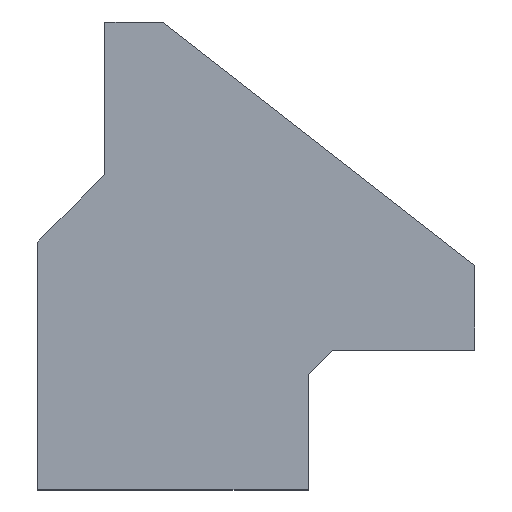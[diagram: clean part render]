
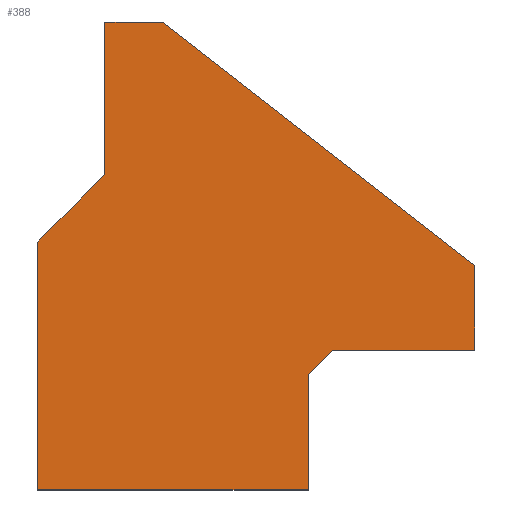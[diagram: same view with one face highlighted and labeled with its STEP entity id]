
A CAD part, top view. The second image highlights one B-rep face of the part: STEP entity #388.
In plain terms, the highlighted planar face has unit normal (0, 0, 1).
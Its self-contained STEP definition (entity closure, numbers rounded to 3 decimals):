
#35 = VERTEX_POINT('',#36);
#36 = CARTESIAN_POINT('',(0.,0.,0.));
#42 = EDGE_CURVE('',#35,#43,#45,.T.);
#43 = VERTEX_POINT('',#44);
#44 = CARTESIAN_POINT('',(0.,54.501,0.));
#45 = LINE('',#46,#47);
#46 = CARTESIAN_POINT('',(0.,0.,0.));
#47 = VECTOR('',#48,1.);
#48 = DIRECTION('',(0.,1.,0.));
#73 = EDGE_CURVE('',#43,#74,#76,.T.);
#74 = VERTEX_POINT('',#75);
#75 = CARTESIAN_POINT('',(4.3,58.801,0.));
#76 = LINE('',#77,#78);
#77 = CARTESIAN_POINT('',(0.,54.501,0.));
#78 = VECTOR('',#79,1.);
#79 = DIRECTION('',(0.707,0.707,0.));
#104 = EDGE_CURVE('',#74,#105,#107,.T.);
#105 = VERTEX_POINT('',#106);
#106 = CARTESIAN_POINT('',(14.841,69.342,0.));
#107 = LINE('',#108,#109);
#108 = CARTESIAN_POINT('',(4.3,58.801,0.));
#109 = VECTOR('',#110,1.);
#110 = DIRECTION('',(0.707,0.707,0.));
#135 = EDGE_CURVE('',#105,#136,#138,.T.);
#136 = VERTEX_POINT('',#137);
#137 = CARTESIAN_POINT('',(14.841,102.87,0.));
#138 = LINE('',#139,#140);
#139 = CARTESIAN_POINT('',(14.841,69.342,0.));
#140 = VECTOR('',#141,1.);
#141 = DIRECTION('',(0.,1.,0.));
#166 = EDGE_CURVE('',#136,#167,#169,.T.);
#167 = VERTEX_POINT('',#168);
#168 = CARTESIAN_POINT('',(27.519,102.87,0.));
#169 = LINE('',#170,#171);
#170 = CARTESIAN_POINT('',(14.841,102.87,0.));
#171 = VECTOR('',#172,1.);
#172 = DIRECTION('',(1.,0.,0.));
#197 = EDGE_CURVE('',#167,#198,#200,.T.);
#198 = VERTEX_POINT('',#199);
#199 = CARTESIAN_POINT('',(96.121,49.342,0.));
#200 = LINE('',#201,#202);
#201 = CARTESIAN_POINT('',(27.519,102.87,0.));
#202 = VECTOR('',#203,1.);
#203 = DIRECTION('',(0.788,-0.615,0.));
#228 = EDGE_CURVE('',#198,#229,#231,.T.);
#229 = VERTEX_POINT('',#230);
#230 = CARTESIAN_POINT('',(96.121,30.734,0.));
#231 = LINE('',#232,#233);
#232 = CARTESIAN_POINT('',(96.121,49.342,0.));
#233 = VECTOR('',#234,1.);
#234 = DIRECTION('',(0.,-1.,0.));
#259 = EDGE_CURVE('',#229,#260,#262,.T.);
#260 = VERTEX_POINT('',#261);
#261 = CARTESIAN_POINT('',(64.879,30.734,0.));
#262 = LINE('',#263,#264);
#263 = CARTESIAN_POINT('',(96.121,30.734,0.));
#264 = VECTOR('',#265,1.);
#265 = DIRECTION('',(-1.,0.,0.));
#290 = EDGE_CURVE('',#260,#291,#293,.T.);
#291 = VERTEX_POINT('',#292);
#292 = CARTESIAN_POINT('',(59.545,25.4,0.));
#293 = LINE('',#294,#295);
#294 = CARTESIAN_POINT('',(64.879,30.734,0.));
#295 = VECTOR('',#296,1.);
#296 = DIRECTION('',(-0.707,-0.707,0.));
#321 = EDGE_CURVE('',#291,#322,#324,.T.);
#322 = VERTEX_POINT('',#323);
#323 = CARTESIAN_POINT('',(59.545,0.,0.));
#324 = LINE('',#325,#326);
#325 = CARTESIAN_POINT('',(59.545,25.4,0.));
#326 = VECTOR('',#327,1.);
#327 = DIRECTION('',(0.,-1.,0.));
#352 = EDGE_CURVE('',#322,#35,#353,.T.);
#353 = LINE('',#354,#355);
#354 = CARTESIAN_POINT('',(59.545,0.,0.));
#355 = VECTOR('',#356,1.);
#356 = DIRECTION('',(-1.,0.,0.));
#388 = ADVANCED_FACE('',(#389),#402,.T.);
#389 = FACE_BOUND('',#390,.F.);
#390 = EDGE_LOOP('',(#391,#392,#393,#394,#395,#396,#397,#398,#399,#400,
    #401));
#391 = ORIENTED_EDGE('',*,*,#42,.T.);
#392 = ORIENTED_EDGE('',*,*,#73,.T.);
#393 = ORIENTED_EDGE('',*,*,#104,.T.);
#394 = ORIENTED_EDGE('',*,*,#135,.T.);
#395 = ORIENTED_EDGE('',*,*,#166,.T.);
#396 = ORIENTED_EDGE('',*,*,#197,.T.);
#397 = ORIENTED_EDGE('',*,*,#228,.T.);
#398 = ORIENTED_EDGE('',*,*,#259,.T.);
#399 = ORIENTED_EDGE('',*,*,#290,.T.);
#400 = ORIENTED_EDGE('',*,*,#321,.T.);
#401 = ORIENTED_EDGE('',*,*,#352,.T.);
#402 = PLANE('',#403);
#403 = AXIS2_PLACEMENT_3D('',#404,#405,#406);
#404 = CARTESIAN_POINT('',(0.,0.,0.));
#405 = DIRECTION('',(0.,0.,1.));
#406 = DIRECTION('',(1.,0.,0.));
